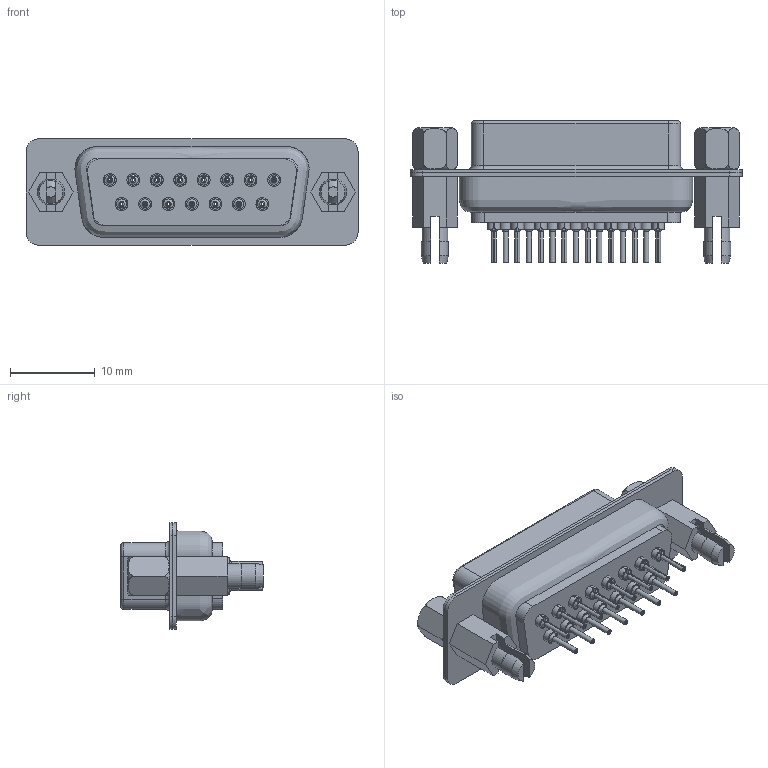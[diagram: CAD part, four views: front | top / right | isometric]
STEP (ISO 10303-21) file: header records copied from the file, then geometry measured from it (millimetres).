
FILE_DESCRIPTION(/* description */ ('Unknown'),/* implementation_level */ '2;1');
FILE_NAME(/* name */ '61801529321',/* time_stamp */ '2018-11-14T15:58:35+01:00',/* author */ ('Unknown'),/* organization */ ('Unknown'),/* preprocessor_version */ 'ST-DEVELOPER v16.7',/* originating_system */ 'DEX',/* authorisation */ $);
FILE_SCHEMA (('AUTOMOTIVE_DESIGN {1 0 10303 214 3 1 1}'));
Length unit declared in the file: millimetre
Products named in the file (8): 6180xx29321; 61801529321_INTER_ARRIERE; 61801529321_INTER_FACADE; 61801529321_FACADE; 61801529321_ARRIERE; 6180xx29321_Pin; 6180xx29y21_CLIP; 6180xx29y21_VISSE
Assembly tree (23 placements, depth 2):
  6180xx29321
    61801529321_INTER_ARRIERE
    61801529321_INTER_FACADE
    61801529321_FACADE
    61801529321_ARRIERE
    6180xx29321_Pin  x15
    6180xx29y21_CLIP  x2
    6180xx29y21_VISSE  x2
Bounding box: 39.2 x 16.8 x 12.55 mm (x, y, z)
Volume: 2914.7 mm3; surface area: 7554.2 mm2
Topology: 23 solids, 23 shells, 1340 faces, 3618 edges, 2340 vertices
Faces by surface type: plane 753, cylinder 306, cone 237, torus 31, bspline 13
Full cylindrical faces by diameter (mm): 1 x15, 1.5 x15, 1.6 x15, 2.75 x2, 2.85 x2, 3 x6
Entity records: 18021 total; most frequent: CARTESIAN_POINT 8157, DIRECTION 2039, ORIENTED_EDGE 1782, EDGE_CURVE 891, AXIS2_PLACEMENT_3D 806, VERTEX_POINT 607, FACE_BOUND 554, EDGE_LOOP 553
